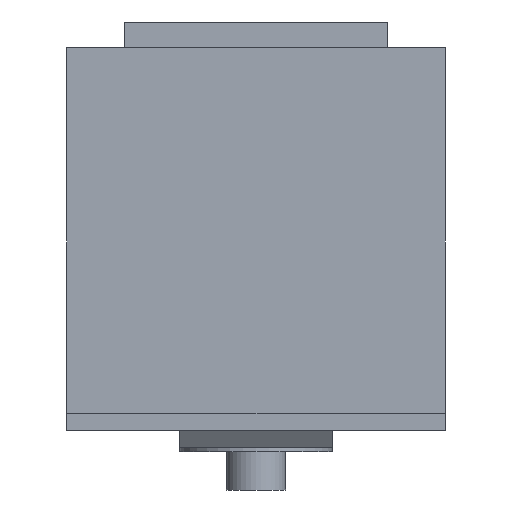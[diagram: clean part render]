
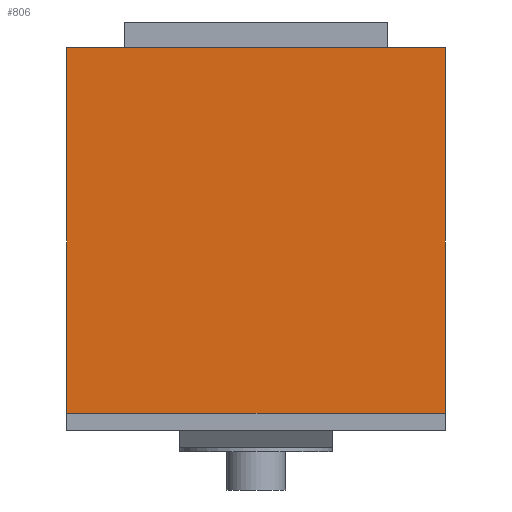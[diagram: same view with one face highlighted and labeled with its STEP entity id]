
A CAD part, left-side view. The second image highlights one B-rep face of the part: STEP entity #806.
In plain terms, the highlighted planar face has unit normal (-1, 0, 0).
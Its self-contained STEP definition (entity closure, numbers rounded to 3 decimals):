
#806 = ADVANCED_FACE ( 'NONE', ( #2911 ), #3447, .F. ) ;
#820 = DIRECTION ( 'NONE',  ( 0., -1., 0. ) ) ;
#909 = ORIENTED_EDGE ( 'NONE', *, *, #8723, .F. ) ;
#952 = VECTOR ( 'NONE', #3181, 1000. ) ;
#1400 = LINE ( 'NONE', #2357, #952 ) ;
#1485 = CARTESIAN_POINT ( 'NONE',  ( -221., -22.225, 45. ) ) ;
#1675 = DIRECTION ( 'NONE',  ( 0., -1., 0. ) ) ;
#1865 = CARTESIAN_POINT ( 'NONE',  ( -221., 22.225, 2. ) ) ;
#2357 = CARTESIAN_POINT ( 'NONE',  ( -221., 22.225, 45. ) ) ;
#2911 = FACE_OUTER_BOUND ( 'NONE', #5983, .T. ) ;
#3059 = CARTESIAN_POINT ( 'NONE',  ( -221., 22.225, 45. ) ) ;
#3181 = DIRECTION ( 'NONE',  ( 0., 0., -1. ) ) ;
#3280 = VECTOR ( 'NONE', #5506, 1000. ) ;
#3384 = CARTESIAN_POINT ( 'NONE',  ( -221., 22.225, 45. ) ) ;
#3447 = PLANE ( 'NONE',  #6559 ) ;
#4538 = VERTEX_POINT ( 'NONE', #1865 ) ;
#4722 = CARTESIAN_POINT ( 'NONE',  ( -221., 22.225, 2. ) ) ;
#5102 = VERTEX_POINT ( 'NONE', #8888 ) ;
#5357 = LINE ( 'NONE', #4722, #7189 ) ;
#5506 = DIRECTION ( 'NONE',  ( 0., 0., -1. ) ) ;
#5627 = CARTESIAN_POINT ( 'NONE',  ( -221., 22.225, 45. ) ) ;
#5983 = EDGE_LOOP ( 'NONE', ( #6099, #8075, #909, #8852 ) ) ;
#6099 = ORIENTED_EDGE ( 'NONE', *, *, #9603, .T. ) ;
#6547 = DIRECTION ( 'NONE',  ( 1., 0., 0. ) ) ;
#6559 = AXIS2_PLACEMENT_3D ( 'NONE', #3384, #6547, #7307 ) ;
#7028 = CARTESIAN_POINT ( 'NONE',  ( -221., -22.225, 45. ) ) ;
#7189 = VECTOR ( 'NONE', #820, 1000. ) ;
#7307 = DIRECTION ( 'NONE',  ( 0., 0., -1. ) ) ;
#8075 = ORIENTED_EDGE ( 'NONE', *, *, #9613, .F. ) ;
#8175 = LINE ( 'NONE', #5627, #9565 ) ;
#8723 = EDGE_CURVE ( 'NONE', #9563, #9462, #8175, .T. ) ;
#8852 = ORIENTED_EDGE ( 'NONE', *, *, #9615, .T. ) ;
#8888 = CARTESIAN_POINT ( 'NONE',  ( -221., -22.225, 2. ) ) ;
#9339 = LINE ( 'NONE', #7028, #3280 ) ;
#9462 = VERTEX_POINT ( 'NONE', #1485 ) ;
#9563 = VERTEX_POINT ( 'NONE', #3059 ) ;
#9565 = VECTOR ( 'NONE', #1675, 1000. ) ;
#9603 = EDGE_CURVE ( 'NONE', #4538, #5102, #5357, .T. ) ;
#9613 = EDGE_CURVE ( 'NONE', #9462, #5102, #9339, .T. ) ;
#9615 = EDGE_CURVE ( 'NONE', #9563, #4538, #1400, .T. ) ;
